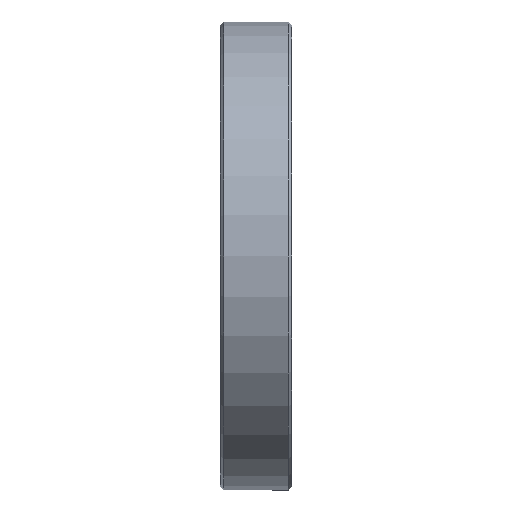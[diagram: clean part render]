
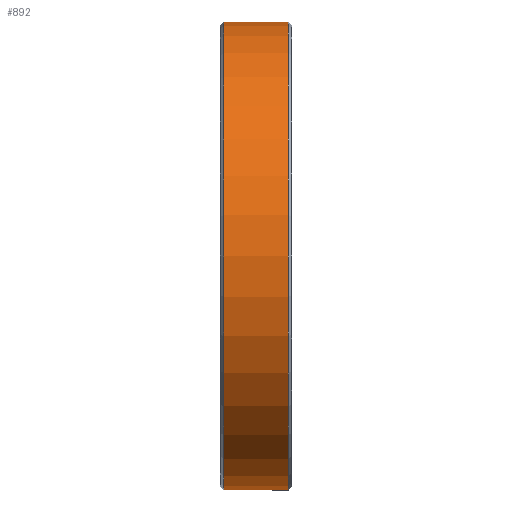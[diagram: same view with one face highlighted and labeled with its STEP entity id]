
A CAD part, left-side view. The second image highlights one B-rep face of the part: STEP entity #892.
In plain terms, the highlighted cylindrical face has radius 56.769 mm (diameter 113.538 mm), a partial arc.
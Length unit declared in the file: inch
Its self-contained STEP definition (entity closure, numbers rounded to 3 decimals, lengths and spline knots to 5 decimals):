
#341 = DIRECTION ( 'NONE',  ( 0., -1., 0. ) ) ;
#342 = CARTESIAN_POINT ( 'NONE',  ( 0., 0., 2.235 ) ) ;
#345 = LINE ( 'NONE', #342, #1963 ) ;
#349 = DIRECTION ( 'NONE',  ( 0., -1., 0. ) ) ;
#359 = DIRECTION ( 'NONE',  ( 0., 0., 1. ) ) ;
#362 = LINE ( 'NONE', #370, #1691 ) ;
#363 = DIRECTION ( 'NONE',  ( 0., -1., 0. ) ) ;
#365 = CARTESIAN_POINT ( 'NONE',  ( 0., -0.03, 0. ) ) ;
#370 = CARTESIAN_POINT ( 'NONE',  ( 0., 0., -2.235 ) ) ;
#379 = DIRECTION ( 'NONE',  ( 0., 0., 1. ) ) ;
#380 = DIRECTION ( 'NONE',  ( 0., -1., 0. ) ) ;
#506 = CARTESIAN_POINT ( 'NONE',  ( 0., 0.59, 0. ) ) ;
#743 = EDGE_CURVE ( 'NONE', #1518, #975, #1846, .T. ) ;
#746 = EDGE_CURVE ( 'NONE', #967, #963, #1960, .T. ) ;
#747 = EDGE_CURVE ( 'NONE', #975, #963, #362, .T. ) ;
#748 = EDGE_CURVE ( 'NONE', #1518, #967, #345, .T. ) ;
#892 = ADVANCED_FACE ( 'NONE', ( #2949 ), #2948, .T. ) ;
#963 = VERTEX_POINT ( 'NONE', #2691 ) ;
#967 = VERTEX_POINT ( 'NONE', #2686 ) ;
#975 = VERTEX_POINT ( 'NONE', #2675 ) ;
#1105 = ORIENTED_EDGE ( 'NONE', *, *, #748, .F. ) ;
#1107 = ORIENTED_EDGE ( 'NONE', *, *, #743, .T. ) ;
#1108 = ORIENTED_EDGE ( 'NONE', *, *, #747, .T. ) ;
#1109 = ORIENTED_EDGE ( 'NONE', *, *, #746, .F. ) ;
#1268 = EDGE_LOOP ( 'NONE', ( #1107, #1108, #1109, #1105 ) ) ;
#1518 = VERTEX_POINT ( 'NONE', #2567 ) ;
#1597 = AXIS2_PLACEMENT_3D ( 'NONE', #2975, #3004, #3015 ) ;
#1691 = VECTOR ( 'NONE', #349, 39.37008 ) ;
#1697 = AXIS2_PLACEMENT_3D ( 'NONE', #506, #380, #379 ) ;
#1846 = CIRCLE ( 'NONE', #1697, 2.235 ) ;
#1960 = CIRCLE ( 'NONE', #1978, 2.235 ) ;
#1963 = VECTOR ( 'NONE', #341, 39.37008 ) ;
#1978 = AXIS2_PLACEMENT_3D ( 'NONE', #365, #363, #359 ) ;
#2567 = CARTESIAN_POINT ( 'NONE',  ( 0., 0.59, 2.235 ) ) ;
#2675 = CARTESIAN_POINT ( 'NONE',  ( 0., 0.59, -2.235 ) ) ;
#2686 = CARTESIAN_POINT ( 'NONE',  ( 0., -0.03, 2.235 ) ) ;
#2691 = CARTESIAN_POINT ( 'NONE',  ( 0., -0.03, -2.235 ) ) ;
#2948 = CYLINDRICAL_SURFACE ( 'NONE', #1597, 2.235 ) ;
#2949 = FACE_OUTER_BOUND ( 'NONE', #1268, .T. ) ;
#2975 = CARTESIAN_POINT ( 'NONE',  ( 0., 0., 0. ) ) ;
#3004 = DIRECTION ( 'NONE',  ( 0., -1., 0. ) ) ;
#3015 = DIRECTION ( 'NONE',  ( 0., 0., 1. ) ) ;
